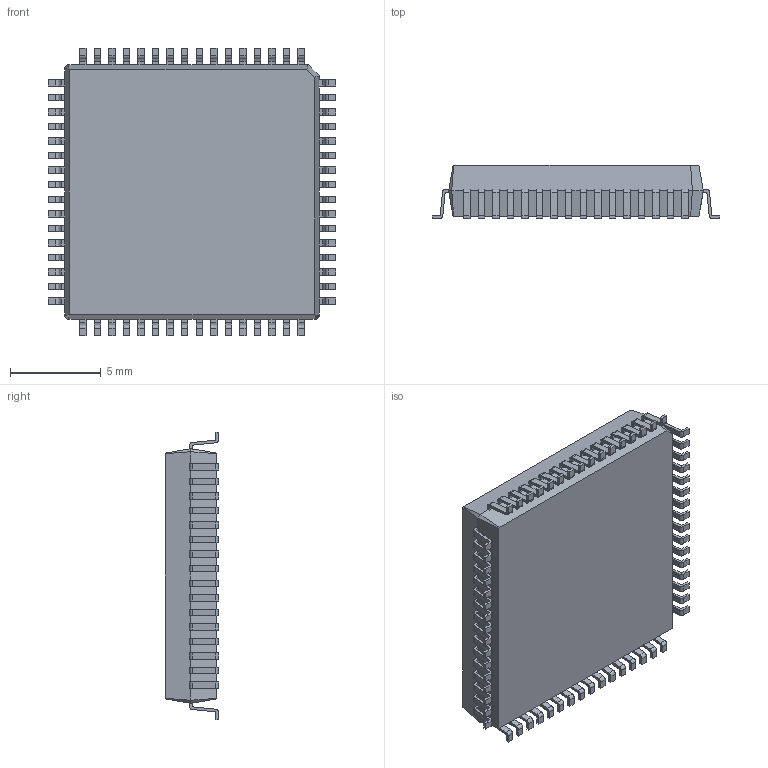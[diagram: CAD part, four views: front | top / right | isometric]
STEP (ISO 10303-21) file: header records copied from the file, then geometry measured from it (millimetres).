
FILE_DESCRIPTION (( 'STEP AP214' ), '1' );
FILE_NAME ('User Library-LQFP 64.STEP', '2020-07-06T05:34:22', ( '' ), ( '' ), 'SwSTEP 2.0', 'SolidWorks 2020', '' );
FILE_SCHEMA (( 'AUTOMOTIVE_DESIGN' ));
Length unit declared in the file: millimetre
Products named in the file (1): User Library-LQFP 64
Bounding box: 15.8 x 2.92 x 15.8 mm (x, y, z)
Volume: 536.5 mm3; surface area: 658.5 mm2
Topology: 2 solids, 2 shells, 854 faces, 2539 edges, 1690 vertices
Faces by surface type: plane 596, cylinder 258
Entity records: 28767 total; most frequent: CARTESIAN_POINT 5084, ORIENTED_EDGE 5078, DIRECTION 4765, EDGE_CURVE 2539, VECTOR 2023, LINE 2023, VERTEX_POINT 1690, AXIS2_PLACEMENT_3D 1371
